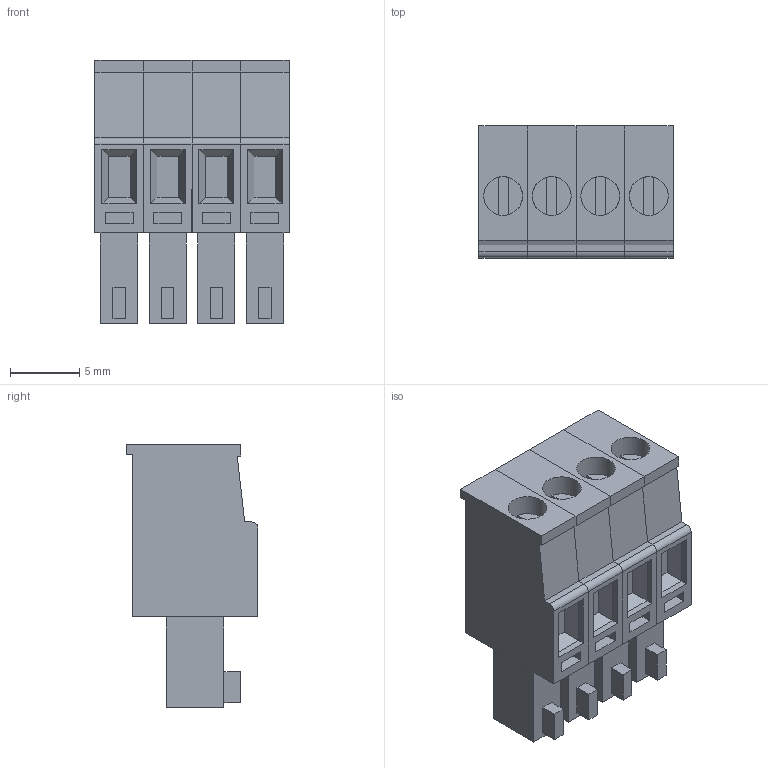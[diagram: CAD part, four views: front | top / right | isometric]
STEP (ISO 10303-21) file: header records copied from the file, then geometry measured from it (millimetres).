
FILE_DESCRIPTION(('FreeCAD Model'),'2;1');
FILE_NAME('Open CASCADE Shape Model','2025-01-04T00:44:03',(''),(''), 'Open CASCADE STEP processor 7.7','FreeCAD','Unknown');
FILE_SCHEMA(('AUTOMOTIVE_DESIGN { 1 0 10303 214 1 1 1 1 }'));
Length unit declared in the file: millimetre
Products named in the file (2): C560232; Body
Assembly tree (4 placements, depth 2):
  C560232
    Body  x4
Bounding box: 14 x 9.5 x 19 mm (x, y, z)
Volume: 1606.5 mm3; surface area: 2107.7 mm2
Topology: 4 solids, 4 shells, 204 faces, 540 edges, 360 vertices
Faces by surface type: plane 192, cylinder 12
Full cylindrical faces by diameter (mm): 2 x4, 2.8 x4
Entity records: 3405 total; most frequent: CARTESIAN_POINT 595, DIRECTION 522, LINE 375, VECTOR 375, ORIENTED_EDGE 270, PCURVE 270, DEFINITIONAL_REPRESENTATION 270, EDGE_CURVE 135
